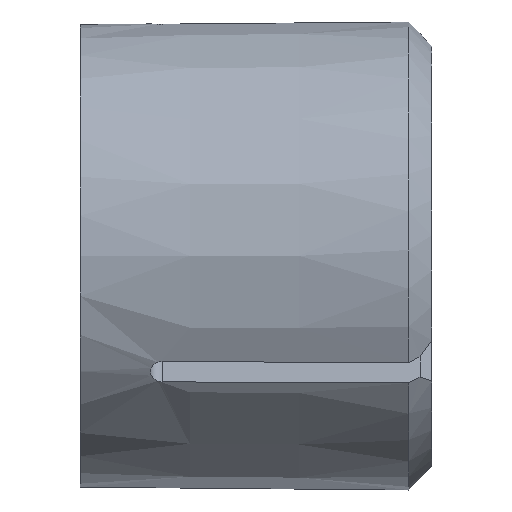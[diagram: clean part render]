
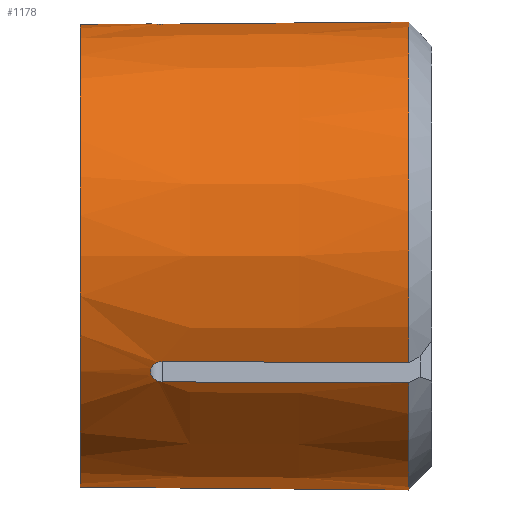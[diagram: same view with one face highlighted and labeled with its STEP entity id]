
A CAD part, left-side view. The second image highlights one B-rep face of the part: STEP entity #1178.
In plain terms, the highlighted conical face has half-angle 0.5 degrees and reference radius 10 mm.
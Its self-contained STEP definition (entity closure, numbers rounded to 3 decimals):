
#4 = EDGE_CURVE ( 'NONE', #1100, #793, #395, .T. ) ;
#18 = CARTESIAN_POINT ( 'NONE',  ( -0.5, 0.991, 9.979 ) ) ;
#34 = CARTESIAN_POINT ( 'NONE',  ( 0., 0., 0. ) ) ;
#37 = CARTESIAN_POINT ( 'NONE',  ( -8.437, 11.946, -5.173 ) ) ;
#113 = CARTESIAN_POINT ( 'NONE',  ( 0., 15., 0. ) ) ;
#118 = DIRECTION ( 'NONE',  ( 0., 0., 1. ) ) ;
#120 = CIRCLE ( 'NONE', #236, 9.869 ) ;
#125 = VERTEX_POINT ( 'NONE', #18 ) ;
#138 = EDGE_CURVE ( 'NONE', #1567, #1434, #1571, .T. ) ;
#172 = CARTESIAN_POINT ( 'NONE',  ( -8.892, 0.991, -4.556 ) ) ;
#186 = CARTESIAN_POINT ( 'NONE',  ( -8.892, 0.991, -4.556 ) ) ;
#194 = CARTESIAN_POINT ( 'NONE',  ( -0.5, 11.5, 9.887 ) ) ;
#228 = DIRECTION ( 'NONE',  ( 0., -1., -0.009 ) ) ;
#236 = AXIS2_PLACEMENT_3D ( 'NONE', #113, #1514, #118 ) ;
#247 = ORIENTED_EDGE ( 'NONE', *, *, #1528, .T. ) ;
#251 = EDGE_CURVE ( 'NONE', #1434, #1604, #265, .T. ) ;
#265 = B_SPLINE_CURVE_WITH_KNOTS ( 'NONE', 3,
 ( #1610, #1109, #283, #37, #289, #1343 ),
 .UNSPECIFIED., .F., .F.,
 ( 4, 2, 4 ),
 ( 0., 0., 0.001 ),
 .UNSPECIFIED. ) ;
#280 = ORIENTED_EDGE ( 'NONE', *, *, #598, .T. ) ;
#283 = CARTESIAN_POINT ( 'NONE',  ( -8.34, 11.761, -5.33 ) ) ;
#289 = CARTESIAN_POINT ( 'NONE',  ( -8.504, 12., -5.062 ) ) ;
#292 = CARTESIAN_POINT ( 'NONE',  ( -0.5, 0.991, 9.979 ) ) ;
#294 = CARTESIAN_POINT ( 'NONE',  ( -8.839, 7.997, -4.526 ) ) ;
#311 = CARTESIAN_POINT ( 'NONE',  ( -8.339, 7.997, -5.392 ) ) ;
#350 = CIRCLE ( 'NONE', #912, 9.991 ) ;
#371 = CONICAL_SURFACE ( 'NONE', #934, 10., 0.009 ) ;
#384 = ORIENTED_EDGE ( 'NONE', *, *, #464, .F. ) ;
#395 = B_SPLINE_CURVE_WITH_KNOTS ( 'NONE', 3,
 ( #1310, #294, #922, #172 ),
 .UNSPECIFIED., .F., .F.,
 ( 4, 4 ),
 ( 0.001, 0.011 ),
 .UNSPECIFIED. ) ;
#405 = DIRECTION ( 'NONE',  ( 0., 0., 1. ) ) ;
#430 = B_SPLINE_CURVE_WITH_KNOTS ( 'NONE', 3,
 ( #292, #1072, #815, #954, #948, #941, #1060 ),
 .UNSPECIFIED., .F., .F.,
 ( 4, 3, 4 ),
 ( 0.018, 0.02, 0.029 ),
 .UNSPECIFIED. ) ;
#443 = CARTESIAN_POINT ( 'NONE',  ( -8.392, 0.991, -5.422 ) ) ;
#460 = CARTESIAN_POINT ( 'NONE',  ( -8.312, 11.5, -5.377 ) ) ;
#464 = EDGE_CURVE ( 'NONE', #517, #1520, #120, .T. ) ;
#467 = CARTESIAN_POINT ( 'NONE',  ( -8.786, 11.762, -4.558 ) ) ;
#481 = EDGE_CURVE ( 'NONE', #1604, #1100, #1130, .T. ) ;
#517 = VERTEX_POINT ( 'NONE', #675 ) ;
#522 = ORIENTED_EDGE ( 'NONE', *, *, #481, .T. ) ;
#530 = CARTESIAN_POINT ( 'NONE',  ( -8.812, 11.5, -4.51 ) ) ;
#531 = ORIENTED_EDGE ( 'NONE', *, *, #1581, .T. ) ;
#543 = DIRECTION ( 'NONE',  ( 0., 0., 1. ) ) ;
#583 = CARTESIAN_POINT ( 'NONE',  ( -8.312, 11.5, -5.377 ) ) ;
#598 = EDGE_CURVE ( 'NONE', #793, #125, #350, .T. ) ;
#600 = ORIENTED_EDGE ( 'NONE', *, *, #1195, .T. ) ;
#644 = EDGE_LOOP ( 'NONE', ( #384, #247, #600, #1614, #1296, #522, #1570, #280, #531, #1182, #1533 ) ) ;
#672 = LINE ( 'NONE', #904, #1597 ) ;
#675 = CARTESIAN_POINT ( 'NONE',  ( 0., 15., -9.869 ) ) ;
#695 = CIRCLE ( 'NONE', #991, 9.991 ) ;
#701 = CARTESIAN_POINT ( 'NONE',  ( -8.57, 12., -4.948 ) ) ;
#711 = CARTESIAN_POINT ( 'NONE',  ( -8.365, 4.494, -5.407 ) ) ;
#714 = CARTESIAN_POINT ( 'NONE',  ( 0., 12., 9.895 ) ) ;
#719 = CARTESIAN_POINT ( 'NONE',  ( -0.5, 11.5, 9.887 ) ) ;
#753 = DIRECTION ( 'NONE',  ( 0., 0., 1. ) ) ;
#781 = VERTEX_POINT ( 'NONE', #719 ) ;
#784 = DIRECTION ( 'NONE',  ( 0., -1., 0.009 ) ) ;
#793 = VERTEX_POINT ( 'NONE', #186 ) ;
#815 = CARTESIAN_POINT ( 'NONE',  ( -0.5, 1.918, 9.971 ) ) ;
#833 = CARTESIAN_POINT ( 'NONE',  ( -8.392, 0.991, -5.422 ) ) ;
#847 = CARTESIAN_POINT ( 'NONE',  ( -0.446, 11.761, 9.888 ) ) ;
#848 = FACE_OUTER_BOUND ( 'NONE', #644, .T. ) ;
#904 = CARTESIAN_POINT ( 'NONE',  ( 0., 0., 10. ) ) ;
#912 = AXIS2_PLACEMENT_3D ( 'NONE', #1015, #1248, #753 ) ;
#922 = CARTESIAN_POINT ( 'NONE',  ( -8.865, 4.494, -4.541 ) ) ;
#924 = CARTESIAN_POINT ( 'NONE',  ( 0., 0.991, 0. ) ) ;
#934 = AXIS2_PLACEMENT_3D ( 'NONE', #34, #1544, #543 ) ;
#941 = CARTESIAN_POINT ( 'NONE',  ( -0.5, 8.46, 9.914 ) ) ;
#948 = CARTESIAN_POINT ( 'NONE',  ( -0.5, 5.421, 9.94 ) ) ;
#954 = CARTESIAN_POINT ( 'NONE',  ( -0.5, 2.381, 9.967 ) ) ;
#991 = AXIS2_PLACEMENT_3D ( 'NONE', #924, #1045, #405 ) ;
#1008 = CARTESIAN_POINT ( 'NONE',  ( -8.57, 12., -4.948 ) ) ;
#1015 = CARTESIAN_POINT ( 'NONE',  ( 0., 0.991, 0. ) ) ;
#1035 = CARTESIAN_POINT ( 'NONE',  ( 0., 12., 9.895 ) ) ;
#1045 = DIRECTION ( 'NONE',  ( 0., 1., 0. ) ) ;
#1060 = CARTESIAN_POINT ( 'NONE',  ( -0.5, 11.5, 9.887 ) ) ;
#1072 = CARTESIAN_POINT ( 'NONE',  ( -0.5, 1.455, 9.975 ) ) ;
#1085 = EDGE_CURVE ( 'NONE', #1520, #1114, #672, .T. ) ;
#1089 = CARTESIAN_POINT ( 'NONE',  ( -0.262, 11.946, 9.893 ) ) ;
#1100 = VERTEX_POINT ( 'NONE', #1529 ) ;
#1103 = CARTESIAN_POINT ( 'NONE',  ( -8.698, 11.946, -4.72 ) ) ;
#1109 = CARTESIAN_POINT ( 'NONE',  ( -8.311, 11.632, -5.376 ) ) ;
#1114 = VERTEX_POINT ( 'NONE', #1035 ) ;
#1126 = CARTESIAN_POINT ( 'NONE',  ( -8.636, 12., -4.833 ) ) ;
#1130 = B_SPLINE_CURVE_WITH_KNOTS ( 'NONE', 3,
 ( #1008, #1126, #1103, #467, #1356, #530 ),
 .UNSPECIFIED., .F., .F.,
 ( 4, 2, 4 ),
 ( 0., 0., 0.001 ),
 .UNSPECIFIED. ) ;
#1150 = B_SPLINE_CURVE_WITH_KNOTS ( 'NONE', 3,
 ( #194, #1600, #847, #1089, #1471, #714 ),
 .UNSPECIFIED., .F., .F.,
 ( 4, 2, 4 ),
 ( 0., 0., 0.001 ),
 .UNSPECIFIED. ) ;
#1178 = ADVANCED_FACE ( 'NONE', ( #848 ), #371, .T. ) ;
#1182 = ORIENTED_EDGE ( 'NONE', *, *, #1479, .T. ) ;
#1195 = EDGE_CURVE ( 'NONE', #1252, #1567, #695, .T. ) ;
#1226 = LINE ( 'NONE', #1615, #1406 ) ;
#1248 = DIRECTION ( 'NONE',  ( 0., 1., 0. ) ) ;
#1252 = VERTEX_POINT ( 'NONE', #1300 ) ;
#1296 = ORIENTED_EDGE ( 'NONE', *, *, #251, .T. ) ;
#1300 = CARTESIAN_POINT ( 'NONE',  ( 0., 0.991, -9.991 ) ) ;
#1310 = CARTESIAN_POINT ( 'NONE',  ( -8.812, 11.5, -4.51 ) ) ;
#1343 = CARTESIAN_POINT ( 'NONE',  ( -8.57, 12., -4.948 ) ) ;
#1356 = CARTESIAN_POINT ( 'NONE',  ( -8.811, 11.632, -4.51 ) ) ;
#1406 = VECTOR ( 'NONE', #228, 1000. ) ;
#1434 = VERTEX_POINT ( 'NONE', #460 ) ;
#1471 = CARTESIAN_POINT ( 'NONE',  ( -0.132, 12., 9.895 ) ) ;
#1479 = EDGE_CURVE ( 'NONE', #781, #1114, #1150, .T. ) ;
#1514 = DIRECTION ( 'NONE',  ( 0., 1., 0. ) ) ;
#1520 = VERTEX_POINT ( 'NONE', #1606 ) ;
#1528 = EDGE_CURVE ( 'NONE', #517, #1252, #1226, .T. ) ;
#1529 = CARTESIAN_POINT ( 'NONE',  ( -8.812, 11.5, -4.51 ) ) ;
#1533 = ORIENTED_EDGE ( 'NONE', *, *, #1085, .F. ) ;
#1544 = DIRECTION ( 'NONE',  ( 0., -1., 0. ) ) ;
#1567 = VERTEX_POINT ( 'NONE', #443 ) ;
#1570 = ORIENTED_EDGE ( 'NONE', *, *, #4, .T. ) ;
#1571 = B_SPLINE_CURVE_WITH_KNOTS ( 'NONE', 3,
 ( #833, #711, #311, #583 ),
 .UNSPECIFIED., .F., .F.,
 ( 4, 4 ),
 ( 0., 0.011 ),
 .UNSPECIFIED. ) ;
#1581 = EDGE_CURVE ( 'NONE', #125, #781, #430, .T. ) ;
#1597 = VECTOR ( 'NONE', #784, 1000. ) ;
#1600 = CARTESIAN_POINT ( 'NONE',  ( -0.5, 11.632, 9.886 ) ) ;
#1604 = VERTEX_POINT ( 'NONE', #701 ) ;
#1606 = CARTESIAN_POINT ( 'NONE',  ( 0., 15., 9.869 ) ) ;
#1610 = CARTESIAN_POINT ( 'NONE',  ( -8.312, 11.5, -5.377 ) ) ;
#1614 = ORIENTED_EDGE ( 'NONE', *, *, #138, .T. ) ;
#1615 = CARTESIAN_POINT ( 'NONE',  ( 0., 0., -10. ) ) ;
